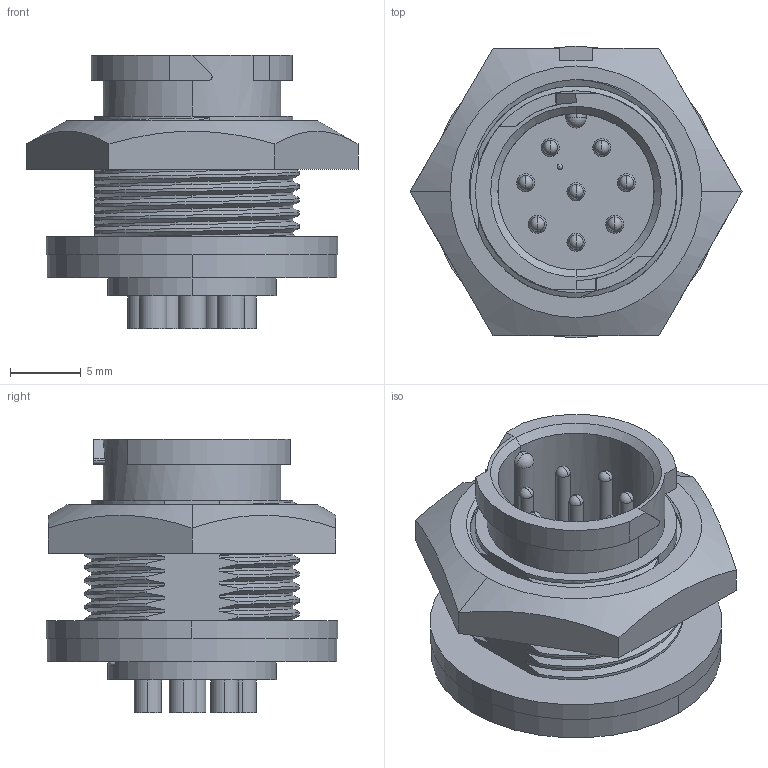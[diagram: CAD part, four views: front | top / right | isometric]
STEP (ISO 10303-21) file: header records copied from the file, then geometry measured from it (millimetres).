
FILE_DESCRIPTION (( 'STEP AP203' ), '1' );
FILE_NAME ('W7280-8PG-P-300.STEP', '2021-10-27T13:31:44', ( '' ), ( '' ), 'SwSTEP 2.0', 'SolidWorks 2020', '' );
FILE_SCHEMA (( 'CONFIG_CONTROL_DESIGN' ));
Length unit declared in the file: millimetre
Products named in the file (1): W7280-8PG-P-300
Bounding box: 23.46 x 20.62 x 19.34 mm (x, y, z)
Volume: 2945.2 mm3; surface area: 2968.9 mm2
Topology: 9 solids, 9 shells, 218 faces, 558 edges, 354 vertices
Faces by surface type: cylinder 94, plane 47, cone 36, bspline 22, sphere 19
Entity records: 12993 total; most frequent: CARTESIAN_POINT 8159, ORIENTED_EDGE 1072, DIRECTION 892, EDGE_CURVE 536, VERTEX_POINT 351, AXIS2_PLACEMENT_3D 347, EDGE_LOOP 243, FACE_OUTER_BOUND 218
